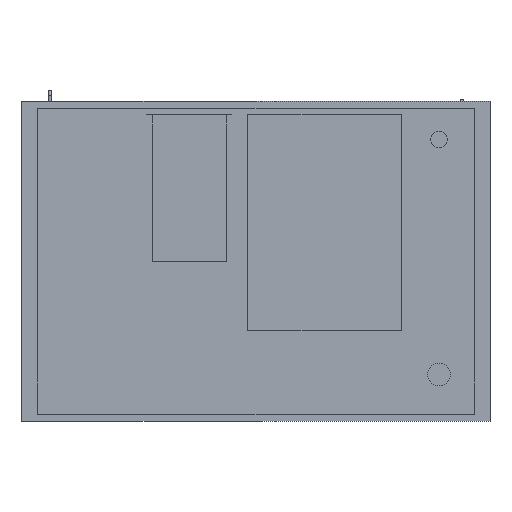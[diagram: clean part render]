
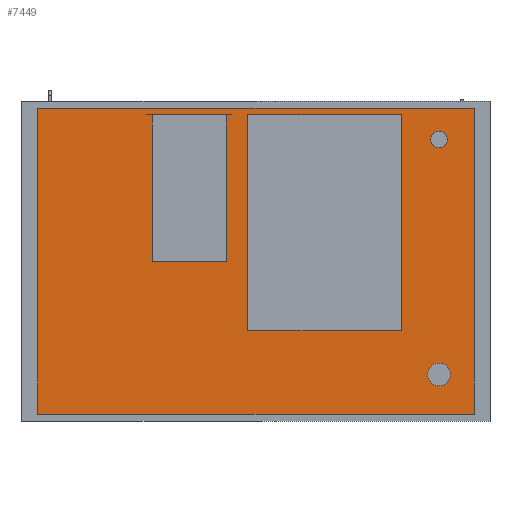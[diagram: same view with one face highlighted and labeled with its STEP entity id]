
A CAD part, front view. The second image highlights one B-rep face of the part: STEP entity #7449.
In plain terms, the highlighted planar face has unit normal (0, -1, 0).
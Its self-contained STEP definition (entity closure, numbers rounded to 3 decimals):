
#118=FACE_BOUND('',#992,.T.);
#119=FACE_BOUND('',#993,.T.);
#139=PLANE('',#7986);
#529=FACE_OUTER_BOUND('',#991,.T.);
#991=EDGE_LOOP('',(#5278,#5279,#5280,#5281));
#992=EDGE_LOOP('',(#5282));
#993=EDGE_LOOP('',(#5283));
#1461=LINE('',#10767,#2382);
#1465=LINE('',#10775,#2386);
#1468=LINE('',#10781,#2389);
#1471=LINE('',#10786,#2392);
#2382=VECTOR('',#8623,10.);
#2386=VECTOR('',#8629,10.);
#2389=VECTOR('',#8634,10.);
#2392=VECTOR('',#8639,10.);
#3290=CIRCLE('',#7970,20.);
#3292=CIRCLE('',#7974,27.5);
#3440=VERTEX_POINT('',#10728);
#3442=VERTEX_POINT('',#10735);
#3451=VERTEX_POINT('',#10765);
#3452=VERTEX_POINT('',#10766);
#3455=VERTEX_POINT('',#10774);
#3457=VERTEX_POINT('',#10780);
#4155=EDGE_CURVE('',#3440,#3440,#3290,.T.);
#4158=EDGE_CURVE('',#3442,#3442,#3292,.T.);
#4171=EDGE_CURVE('',#3451,#3452,#1461,.T.);
#4175=EDGE_CURVE('',#3455,#3451,#1465,.T.);
#4178=EDGE_CURVE('',#3457,#3455,#1468,.T.);
#4181=EDGE_CURVE('',#3452,#3457,#1471,.T.);
#5278=ORIENTED_EDGE('',*,*,#4181,.F.);
#5279=ORIENTED_EDGE('',*,*,#4171,.F.);
#5280=ORIENTED_EDGE('',*,*,#4175,.F.);
#5281=ORIENTED_EDGE('',*,*,#4178,.F.);
#5282=ORIENTED_EDGE('',*,*,#4155,.T.);
#5283=ORIENTED_EDGE('',*,*,#4158,.T.);
#7449=ADVANCED_FACE('',(#529,#118,#119),#139,.F.);
#7970=AXIS2_PLACEMENT_3D('',#10730,#8586,#8587);
#7974=AXIS2_PLACEMENT_3D('',#10737,#8595,#8596);
#7986=AXIS2_PLACEMENT_3D('',#10789,#8643,#8644);
#8586=DIRECTION('center_axis',(0.,1.,0.));
#8587=DIRECTION('ref_axis',(1.,0.,0.));
#8595=DIRECTION('center_axis',(0.,1.,0.));
#8596=DIRECTION('ref_axis',(1.,0.,0.));
#8623=DIRECTION('',(0.,0.,1.));
#8629=DIRECTION('',(-1.,0.,0.));
#8634=DIRECTION('',(0.,0.,-1.));
#8639=DIRECTION('',(1.,0.,0.));
#8643=DIRECTION('center_axis',(0.,1.,0.));
#8644=DIRECTION('ref_axis',(0.,0.,1.));
#10728=CARTESIAN_POINT('',(420.,0.,292.5));
#10730=CARTESIAN_POINT('Origin',(440.,0.,292.5));
#10735=CARTESIAN_POINT('',(412.5,0.,-272.5));
#10737=CARTESIAN_POINT('Origin',(440.,0.,-272.5));
#10765=CARTESIAN_POINT('',(-525.,0.,-367.5));
#10766=CARTESIAN_POINT('',(-525.,0.,367.5));
#10767=CARTESIAN_POINT('',(-525.,0.,-367.5));
#10774=CARTESIAN_POINT('',(525.,0.,-367.5));
#10775=CARTESIAN_POINT('',(525.,0.,-367.5));
#10780=CARTESIAN_POINT('',(525.,0.,367.5));
#10781=CARTESIAN_POINT('',(525.,0.,367.5));
#10786=CARTESIAN_POINT('',(-525.,0.,367.5));
#10789=CARTESIAN_POINT('Origin',(0.,0.,0.));
